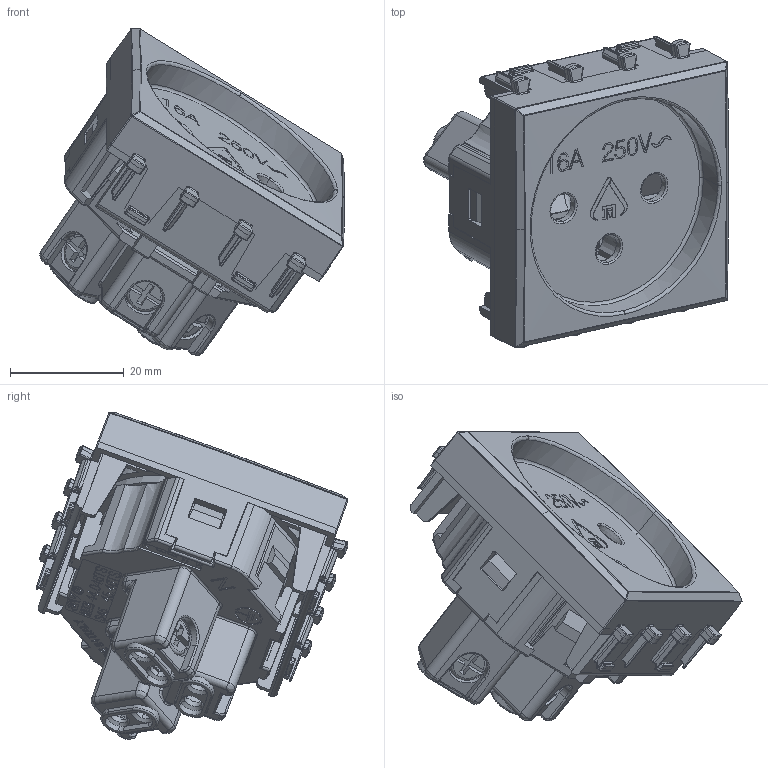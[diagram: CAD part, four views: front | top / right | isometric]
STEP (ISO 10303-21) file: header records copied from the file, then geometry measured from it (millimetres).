
FILE_DESCRIPTION(('CATIA V5 STEP Exchange'),'2;1');
FILE_NAME('442046TS.stp','2024-02-23T15:04:58+00:00',('none'),('none'),'CATIA Version 5-6 Release 2016 SP6','CATIA V5 STEP AP203','none');
FILE_SCHEMA(('CONFIG_CONTROL_DESIGN'));
Length unit declared in the file: millimetre
Products named in the file (1): 442046TS
Assembly tree (13 placements, depth 2):
  442046TS
    #57
    #60483  x3
    #70319  x3
    #75827  x3
    #76781
    #87435
    #103569
Bounding box: 53.65 x 54.86 x 57.53 mm (x, y, z)
Volume: 20344.2 mm3; surface area: 32925.6 mm2
Topology: 13 solids, 13 shells, 5388 faces, 13705 edges, 8587 vertices
Faces by surface type: plane 3454, cylinder 1085, bspline 374, cone 204, sphere 93, extrusion 92, torus 86
Entity records: 165645 total; most frequent: CARTESIAN_POINT 74370, ORIENTED_EDGE 21588, DIRECTION 13786, EDGE_CURVE 10794, VERTEX_POINT 6825, VECTOR 6662, LINE 6570, EDGE_LOOP 4405
